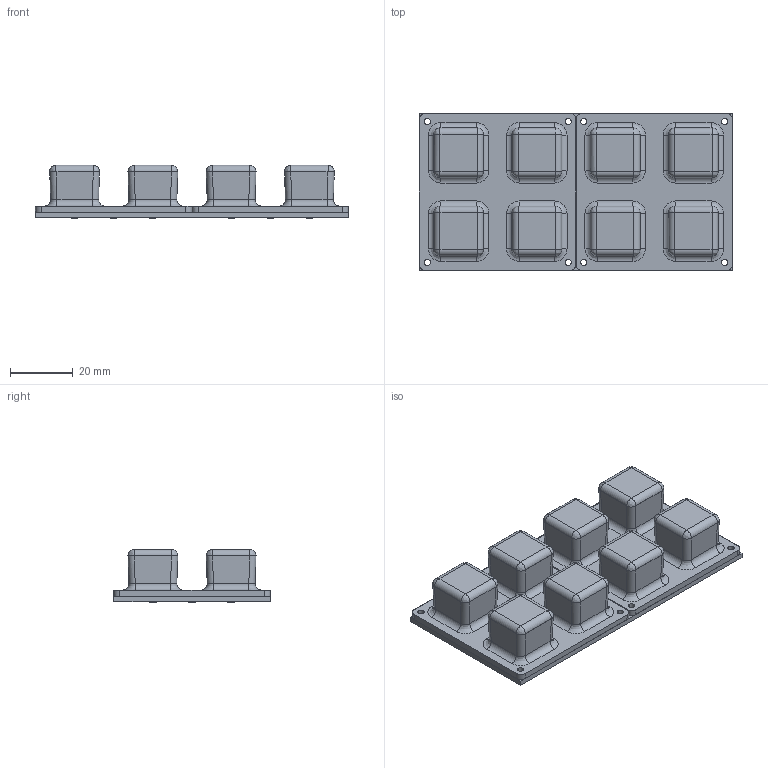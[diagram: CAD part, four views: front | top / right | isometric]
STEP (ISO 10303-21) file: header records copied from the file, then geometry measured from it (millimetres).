
FILE_DESCRIPTION(('KiCad electronic assembly'),'2;1');
FILE_NAME('Pad.step','2023-02-15T20:58:10',('Pcbnew'),('Kicad'), 'Open CASCADE STEP processor 7.6','KiCad to STEP converter','Unknown' );
FILE_SCHEMA(('AUTOMOTIVE_DESIGN { 1 0 10303 214 1 1 1 1 }'));
Length unit declared in the file: millimetre
Products named in the file (6): Pad 1; WS2812-2020; SOLID; User Library-ButtonPAD 2 x 2; COMPOUND; Pad PCB
Assembly tree (13 placements, depth 3):
  Pad 1
    WS2812-2020  x8
      SOLID
    User Library-ButtonPAD 2 x 2  x2
      COMPOUND
    Pad PCB
Bounding box: 100.14 x 50.14 x 17 mm (x, y, z)
Volume: 34640.1 mm3; surface area: 32265.4 mm2
Topology: 17 solids, 17 shells, 1276 faces, 3218 edges, 1980 vertices
Faces by surface type: plane 626, cylinder 454, bspline 180, cone 16
Full cylindrical faces by diameter (mm): 0.599 x16, 1 x30, 2.2 x8, 3 x8
Entity records: 44539 total; most frequent: CARTESIAN_POINT 22119, DIRECTION 3756, ORIENTED_EDGE 2288, PCURVE 2288, DEFINITIONAL_REPRESENTATION 2288, LINE 2028, VECTOR 2028, EDGE_CURVE 1144
